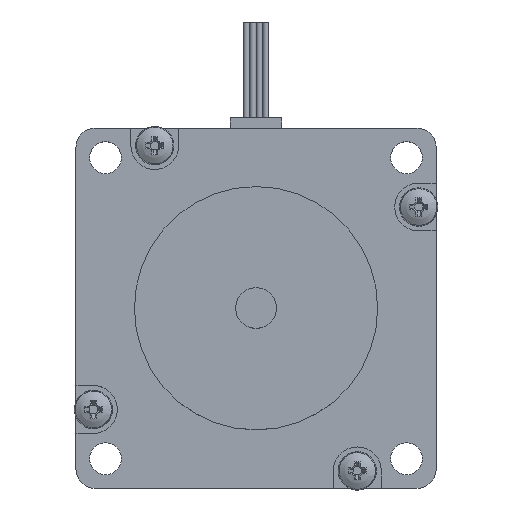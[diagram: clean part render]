
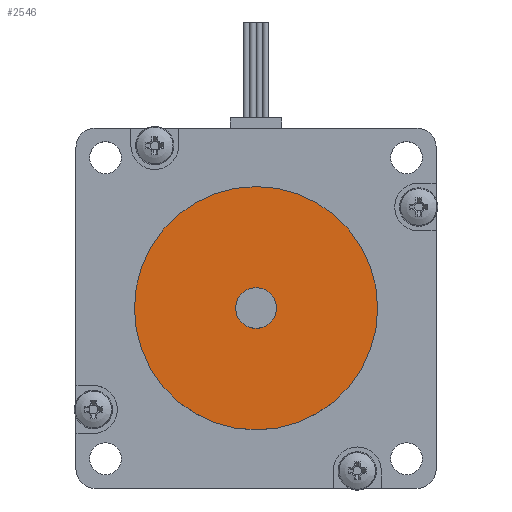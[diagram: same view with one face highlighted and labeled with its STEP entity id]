
A CAD part, top view. The second image highlights one B-rep face of the part: STEP entity #2546.
In plain terms, the highlighted planar face has unit normal (0, 0, 1).
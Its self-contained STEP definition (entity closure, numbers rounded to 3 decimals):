
#2519=CARTESIAN_POINT('',(0.,0.,5.8));
#2520=DIRECTION('',(0.0,0.0,-1.0));
#2521=DIRECTION('',(-1.0,0.0,0.0));
#2522=AXIS2_PLACEMENT_3D('',#2519,#2520,#2521);
#2523=PLANE('',#2522);
#2524=CARTESIAN_POINT('',(19.05,0.,5.8));
#2525=VERTEX_POINT('',#2524);
#2526=CARTESIAN_POINT('',(0.,0.,5.8));
#2527=DIRECTION('',(0.0,0.0,-1.0));
#2528=DIRECTION('',(-1.0,0.0,0.0));
#2529=AXIS2_PLACEMENT_3D('',#2526,#2527,#2528);
#2530=CIRCLE('',#2529,19.05);
#2531=EDGE_CURVE('',#2525,#2525,#2530,.T.);
#2532=ORIENTED_EDGE('',*,*,#2531,.F.);
#2533=EDGE_LOOP('',(#2532));
#2534=FACE_OUTER_BOUND('',#2533,.T.);
#2535=CARTESIAN_POINT('',(3.175,0.,5.8));
#2536=VERTEX_POINT('',#2535);
#2537=CARTESIAN_POINT('',(0.,0.,5.8));
#2538=DIRECTION('',(0.0,0.0,-1.0));
#2539=DIRECTION('',(-1.0,0.0,0.0));
#2540=AXIS2_PLACEMENT_3D('',#2537,#2538,#2539);
#2541=CIRCLE('',#2540,3.175);
#2542=EDGE_CURVE('',#2536,#2536,#2541,.T.);
#2543=ORIENTED_EDGE('',*,*,#2542,.T.);
#2544=EDGE_LOOP('',(#2543));
#2545=FACE_BOUND('',#2544,.T.);
#2546=ADVANCED_FACE('',(#2534,#2545),#2523,.F.);
